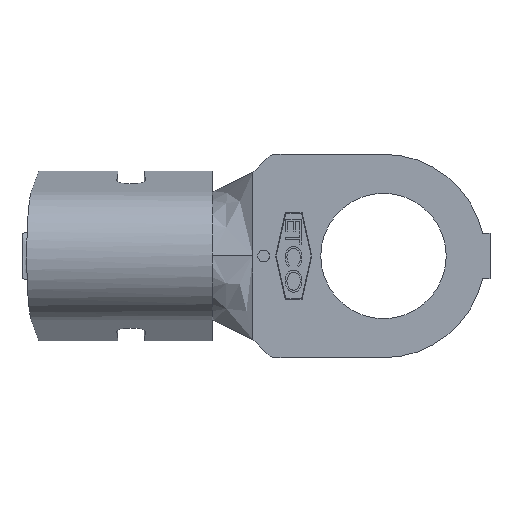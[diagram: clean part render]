
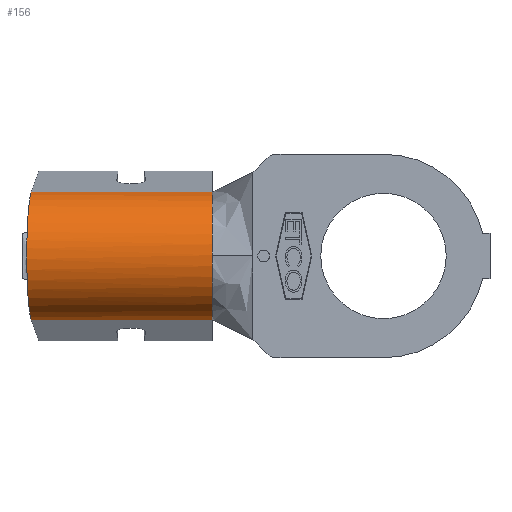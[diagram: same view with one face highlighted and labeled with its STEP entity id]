
A CAD part, front view. The second image highlights one B-rep face of the part: STEP entity #156.
In plain terms, the highlighted cylindrical face has radius 3.48 mm (diameter 6.96 mm), a partial arc.
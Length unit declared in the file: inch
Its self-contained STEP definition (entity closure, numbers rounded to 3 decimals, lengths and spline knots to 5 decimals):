
#12 = CARTESIAN_POINT ( 'NONE',  ( -0.358, 0.10496, -0.1332 ) ) ;
#42 = EDGE_CURVE ( 'NONE', #4558, #5616, #2273, .T. ) ;
#59 = VERTEX_POINT ( 'NONE', #12 ) ;
#80 = ORIENTED_EDGE ( 'NONE', *, *, #42, .T. ) ;
#108 = CARTESIAN_POINT ( 'NONE',  ( -0.74266, 0.02672, -0.09303 ) ) ;
#118 = ORIENTED_EDGE ( 'NONE', *, *, #4584, .F. ) ;
#156 = ADVANCED_FACE ( 'NONE', ( #4166 ), #694, .T. ) ;
#161 = CARTESIAN_POINT ( 'NONE',  ( -0.74518, 0.00924, -0.04946 ) ) ;
#166 = LINE ( 'NONE', #3120, #4633 ) ;
#178 = EDGE_CURVE ( 'NONE', #5616, #3148, #5296, .T. ) ;
#192 = EDGE_CURVE ( 'NONE', #3331, #3421, #650, .T. ) ;
#210 =( BOUNDED_CURVE ( )  B_SPLINE_CURVE ( 3, ( #3990, #3553, #4415, #1814 ),
 .UNSPECIFIED., .F., .T. ) 
 B_SPLINE_CURVE_WITH_KNOTS ( ( 4, 4 ),
 ( 4.94841, 5.90149 ),
 .UNSPECIFIED. ) 
 CURVE ( )  GEOMETRIC_REPRESENTATION_ITEM ( )  RATIONAL_B_SPLINE_CURVE ( ( 1., 0.926, 0.926, 1. ) ) 
 REPRESENTATION_ITEM ( '' )  );
#296 = CARTESIAN_POINT ( 'NONE',  ( -0.73967, 0.06096, -0.12262 ) ) ;
#321 = CARTESIAN_POINT ( 'NONE',  ( -0.74477, 0.00934, 0.04971 ) ) ;
#327 = DIRECTION ( 'NONE',  ( 0., 0., -1. ) ) ;
#426 = CARTESIAN_POINT ( 'NONE',  ( -0.74518, 0.00924, -0.04946 ) ) ;
#524 = CARTESIAN_POINT ( 'NONE',  ( -0.74417, 0.00945, -0.05 ) ) ;
#650 = B_SPLINE_CURVE_WITH_KNOTS ( 'NONE', 3,
 ( #4648, #2895, #2050, #5079, #2481, #5514, #2912, #321, #3371, #757 ),
 .UNSPECIFIED., .F., .F.,
 ( 4, 3, 3, 4 ),
 ( 0., 0.00002, 0.00003, 0.00005 ),
 .UNSPECIFIED. ) ;
#692 = CIRCLE ( 'NONE', #1473, 0.137 ) ;
#694 = CYLINDRICAL_SURFACE ( 'NONE', #3654, 0.137 ) ;
#728 = B_SPLINE_CURVE_WITH_KNOTS ( 'NONE', 3,
 ( #2227, #2359, #5388, #2784 ),
 .UNSPECIFIED., .F., .F.,
 ( 4, 4 ),
 ( 0., 0.00003 ),
 .UNSPECIFIED. ) ;
#754 = CARTESIAN_POINT ( 'NONE',  ( -0.358, 0.10496, -0.1332 ) ) ;
#757 = CARTESIAN_POINT ( 'NONE',  ( -0.74518, 0.00924, 0.04946 ) ) ;
#862 = CARTESIAN_POINT ( 'NONE',  ( -0.74417, 0.00945, 0.05 ) ) ;
#865 = CARTESIAN_POINT ( 'NONE',  ( -0.74465, 0.00939, -0.04985 ) ) ;
#885 = EDGE_CURVE ( 'NONE', #2581, #5218, #166, .T. ) ;
#905 = CARTESIAN_POINT ( 'NONE',  ( -0.74529, -0.0033, -0.01747 ) ) ;
#912 = VECTOR ( 'NONE', #2909, 39.37008 ) ;
#958 = EDGE_CURVE ( 'NONE', #59, #3148, #3220, .T. ) ;
#993 = CARTESIAN_POINT ( 'NONE',  ( -0.74414, 0.00986, -0.05103 ) ) ;
#1220 = ORIENTED_EDGE ( 'NONE', *, *, #5173, .F. ) ;
#1225 = B_SPLINE_CURVE_WITH_KNOTS ( 'NONE', 3,
 ( #4686, #2497, #5117, #2520 ),
 .UNSPECIFIED., .F., .F.,
 ( 4, 4 ),
 ( 0., 0.00003 ),
 .UNSPECIFIED. ) ;
#1279 = CARTESIAN_POINT ( 'NONE',  ( -0.74414, 0.00986, 0.05103 ) ) ;
#1309 = CARTESIAN_POINT ( 'NONE',  ( -0.74437, 0.00952, -0.05019 ) ) ;
#1322 = EDGE_CURVE ( 'NONE', #4558, #2199, #1225, .T. ) ;
#1426 = EDGE_CURVE ( 'NONE', #5218, #3331, #210, .T. ) ;
#1473 = AXIS2_PLACEMENT_3D ( 'NONE', #5524, #2917, #327 ) ;
#1740 = CARTESIAN_POINT ( 'NONE',  ( -0.7442, 0.00968, -0.05059 ) ) ;
#1814 = CARTESIAN_POINT ( 'NONE',  ( -0.74414, 0.00986, 0.05103 ) ) ;
#1821 = CARTESIAN_POINT ( 'NONE',  ( -0.74417, 0.00945, 0.05 ) ) ;
#1833 = DIRECTION ( 'NONE',  ( 0., 0., 1. ) ) ;
#1977 = EDGE_LOOP ( 'NONE', ( #3254, #5341, #3662, #118, #1220, #4103, #80, #2814, #3337, #2120, #5454 ) ) ;
#2050 = CARTESIAN_POINT ( 'NONE',  ( -0.74419, 0.00969, 0.05061 ) ) ;
#2076 = DIRECTION ( 'NONE',  ( 1., 0., 0. ) ) ;
#2120 = ORIENTED_EDGE ( 'NONE', *, *, #4971, .F. ) ;
#2184 = CARTESIAN_POINT ( 'NONE',  ( -0.74414, 0.00986, -0.05103 ) ) ;
#2199 = VERTEX_POINT ( 'NONE', #524 ) ;
#2227 = CARTESIAN_POINT ( 'NONE',  ( -0.74417, 0.00945, 0.05 ) ) ;
#2273 = B_SPLINE_CURVE_WITH_KNOTS ( 'NONE', 3,
 ( #426, #3028, #3476, #865, #3911, #1309, #4346, #1740, #4769, #2184 ),
 .UNSPECIFIED., .F., .F.,
 ( 4, 3, 3, 4 ),
 ( 0., 0.00002, 0.00003, 0.00005 ),
 .UNSPECIFIED. ) ;
#2303 = CARTESIAN_POINT ( 'NONE',  ( -0.358, 0.00001, 0.00162 ) ) ;
#2359 = CARTESIAN_POINT ( 'NONE',  ( -0.7445, 0.00938, 0.04981 ) ) ;
#2403 = EDGE_CURVE ( 'NONE', #2581, #2901, #3289, .T. ) ;
#2481 = CARTESIAN_POINT ( 'NONE',  ( -0.74435, 0.00954, 0.05022 ) ) ;
#2497 = CARTESIAN_POINT ( 'NONE',  ( -0.74484, 0.00931, -0.04963 ) ) ;
#2520 = CARTESIAN_POINT ( 'NONE',  ( -0.74417, 0.00945, -0.05 ) ) ;
#2581 = VERTEX_POINT ( 'NONE', #4158 ) ;
#2617 = CARTESIAN_POINT ( 'NONE',  ( -0.74518, 0.00924, 0.04946 ) ) ;
#2703 = DIRECTION ( 'NONE',  ( -1., 0., 0. ) ) ;
#2784 = CARTESIAN_POINT ( 'NONE',  ( -0.74518, 0.00924, 0.04946 ) ) ;
#2814 = ORIENTED_EDGE ( 'NONE', *, *, #178, .T. ) ;
#2895 = CARTESIAN_POINT ( 'NONE',  ( -0.74414, 0.00978, 0.05082 ) ) ;
#2901 = VERTEX_POINT ( 'NONE', #2303 ) ;
#2909 = DIRECTION ( 'NONE',  ( -1., 0., 0. ) ) ;
#2912 = CARTESIAN_POINT ( 'NONE',  ( -0.74462, 0.0094, 0.04988 ) ) ;
#2917 = DIRECTION ( 'NONE',  ( 1., 0., 0. ) ) ;
#3028 = CARTESIAN_POINT ( 'NONE',  ( -0.74498, 0.00928, -0.04956 ) ) ;
#3120 = CARTESIAN_POINT ( 'NONE',  ( -0.358, 0.10496, 0.1332 ) ) ;
#3148 = VERTEX_POINT ( 'NONE', #3383 ) ;
#3220 = LINE ( 'NONE', #754, #912 ) ;
#3254 = ORIENTED_EDGE ( 'NONE', *, *, #885, .T. ) ;
#3289 = CIRCLE ( 'NONE', #3751, 0.137 ) ;
#3331 = VERTEX_POINT ( 'NONE', #1279 ) ;
#3337 = ORIENTED_EDGE ( 'NONE', *, *, #958, .F. ) ;
#3347 = CARTESIAN_POINT ( 'NONE',  ( -0.73582, 0.10496, -0.1332 ) ) ;
#3371 = CARTESIAN_POINT ( 'NONE',  ( -0.74497, 0.00928, 0.04956 ) ) ;
#3383 = CARTESIAN_POINT ( 'NONE',  ( -0.73582, 0.10496, -0.1332 ) ) ;
#3421 = VERTEX_POINT ( 'NONE', #2617 ) ;
#3476 = CARTESIAN_POINT ( 'NONE',  ( -0.7448, 0.00933, -0.04969 ) ) ;
#3551 = CARTESIAN_POINT ( 'NONE',  ( -0.358, 0.137, 0. ) ) ;
#3553 = CARTESIAN_POINT ( 'NONE',  ( -0.73967, 0.06096, 0.12262 ) ) ;
#3565 = DIRECTION ( 'NONE',  ( -1., 0., 0. ) ) ;
#3654 = AXIS2_PLACEMENT_3D ( 'NONE', #3551, #2703, #1833 ) ;
#3662 = ORIENTED_EDGE ( 'NONE', *, *, #192, .T. ) ;
#3751 = AXIS2_PLACEMENT_3D ( 'NONE', #4671, #2076, #5096 ) ;
#3911 = CARTESIAN_POINT ( 'NONE',  ( -0.7445, 0.00945, -0.05 ) ) ;
#3957 =( BOUNDED_CURVE ( )  B_SPLINE_CURVE ( 3, ( #4366, #905, #4425, #1821 ),
 .UNSPECIFIED., .F., .F. ) 
 B_SPLINE_CURVE_WITH_KNOTS ( ( 4, 4 ),
 ( 5.90959, 6.65678 ),
 .UNSPECIFIED. ) 
 CURVE ( )  GEOMETRIC_REPRESENTATION_ITEM ( )  RATIONAL_B_SPLINE_CURVE ( ( 1., 0.954, 0.954, 1. ) ) 
 REPRESENTATION_ITEM ( '' )  );
#3990 = CARTESIAN_POINT ( 'NONE',  ( -0.73582, 0.10496, 0.1332 ) ) ;
#4103 = ORIENTED_EDGE ( 'NONE', *, *, #1322, .F. ) ;
#4158 = CARTESIAN_POINT ( 'NONE',  ( -0.358, 0.10496, 0.1332 ) ) ;
#4166 = FACE_OUTER_BOUND ( 'NONE', #1977, .T. ) ;
#4289 = VERTEX_POINT ( 'NONE', #862 ) ;
#4346 = CARTESIAN_POINT ( 'NONE',  ( -0.74429, 0.0096, -0.05038 ) ) ;
#4366 = CARTESIAN_POINT ( 'NONE',  ( -0.74417, 0.00945, -0.05 ) ) ;
#4415 = CARTESIAN_POINT ( 'NONE',  ( -0.74266, 0.02672, 0.09303 ) ) ;
#4425 = CARTESIAN_POINT ( 'NONE',  ( -0.74529, -0.0033, 0.01747 ) ) ;
#4451 = CARTESIAN_POINT ( 'NONE',  ( -0.74414, 0.00986, -0.05103 ) ) ;
#4558 = VERTEX_POINT ( 'NONE', #161 ) ;
#4584 = EDGE_CURVE ( 'NONE', #4289, #3421, #728, .T. ) ;
#4633 = VECTOR ( 'NONE', #3565, 39.37008 ) ;
#4648 = CARTESIAN_POINT ( 'NONE',  ( -0.74414, 0.00986, 0.05103 ) ) ;
#4671 = CARTESIAN_POINT ( 'NONE',  ( -0.358, 0.137, 0. ) ) ;
#4686 = CARTESIAN_POINT ( 'NONE',  ( -0.74518, 0.00924, -0.04946 ) ) ;
#4769 = CARTESIAN_POINT ( 'NONE',  ( -0.74415, 0.00977, -0.05081 ) ) ;
#4971 = EDGE_CURVE ( 'NONE', #2901, #59, #692, .T. ) ;
#5079 = CARTESIAN_POINT ( 'NONE',  ( -0.74427, 0.00962, 0.05042 ) ) ;
#5096 = DIRECTION ( 'NONE',  ( 0., 0., -1. ) ) ;
#5117 = CARTESIAN_POINT ( 'NONE',  ( -0.7445, 0.00938, -0.04981 ) ) ;
#5173 = EDGE_CURVE ( 'NONE', #2199, #4289, #3957, .T. ) ;
#5218 = VERTEX_POINT ( 'NONE', #5314 ) ;
#5296 =( BOUNDED_CURVE ( )  B_SPLINE_CURVE ( 3, ( #4451, #108, #296, #3347 ),
 .UNSPECIFIED., .F., .F. ) 
 B_SPLINE_CURVE_WITH_KNOTS ( ( 4, 4 ),
 ( 0.3817, 1.33478 ),
 .UNSPECIFIED. ) 
 CURVE ( )  GEOMETRIC_REPRESENTATION_ITEM ( )  RATIONAL_B_SPLINE_CURVE ( ( 1., 0.926, 0.926, 1. ) ) 
 REPRESENTATION_ITEM ( '' )  );
#5314 = CARTESIAN_POINT ( 'NONE',  ( -0.73582, 0.10496, 0.1332 ) ) ;
#5341 = ORIENTED_EDGE ( 'NONE', *, *, #1426, .T. ) ;
#5388 = CARTESIAN_POINT ( 'NONE',  ( -0.74484, 0.00931, 0.04963 ) ) ;
#5454 = ORIENTED_EDGE ( 'NONE', *, *, #2403, .F. ) ;
#5514 = CARTESIAN_POINT ( 'NONE',  ( -0.74447, 0.00947, 0.05004 ) ) ;
#5524 = CARTESIAN_POINT ( 'NONE',  ( -0.358, 0.137, 0. ) ) ;
#5616 = VERTEX_POINT ( 'NONE', #993 ) ;
